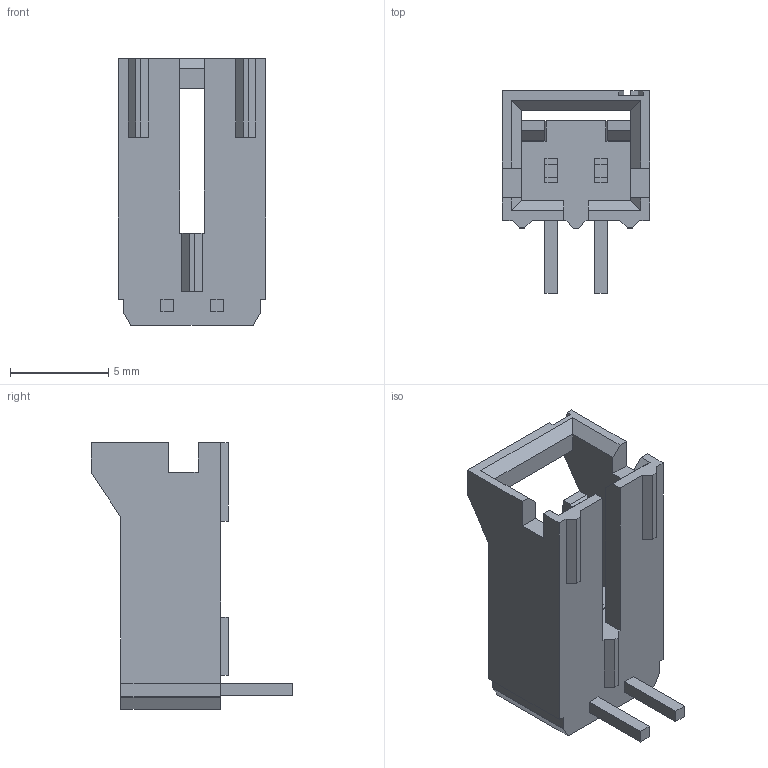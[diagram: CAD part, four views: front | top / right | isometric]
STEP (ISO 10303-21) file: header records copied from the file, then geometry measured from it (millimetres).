
FILE_DESCRIPTION(('STEP AP242'),'1');
FILE_NAME('2-103634-9.stp','2022-03-04T03:51:59',('TraceParts'),('TraceParts S.A.'),'Spatial InterOp 3D',' ',' ');
FILE_SCHEMA(('AP242_MANAGED_MODEL_BASED_3D_ENGINEERING_MIM_LF {1 0 10303 442 1 1 4}'));
Length unit declared in the file: millimetre
Products named in the file (1): 2-103634-9
Bounding box: 7.49 x 10.28 x 13.59 mm (x, y, z)
Volume: 331.3 mm3; surface area: 596.5 mm2
Topology: 1 solids, 1 shells, 94 faces, 261 edges, 171 vertices
Faces by surface type: plane 92, cylinder 2
Entity records: 2956 total; most frequent: CARTESIAN_POINT 527, ORIENTED_EDGE 522, DIRECTION 455, EDGE_CURVE 261, LINE 257, VECTOR 257, VERTEX_POINT 171, AXIS2_PLACEMENT_3D 99
